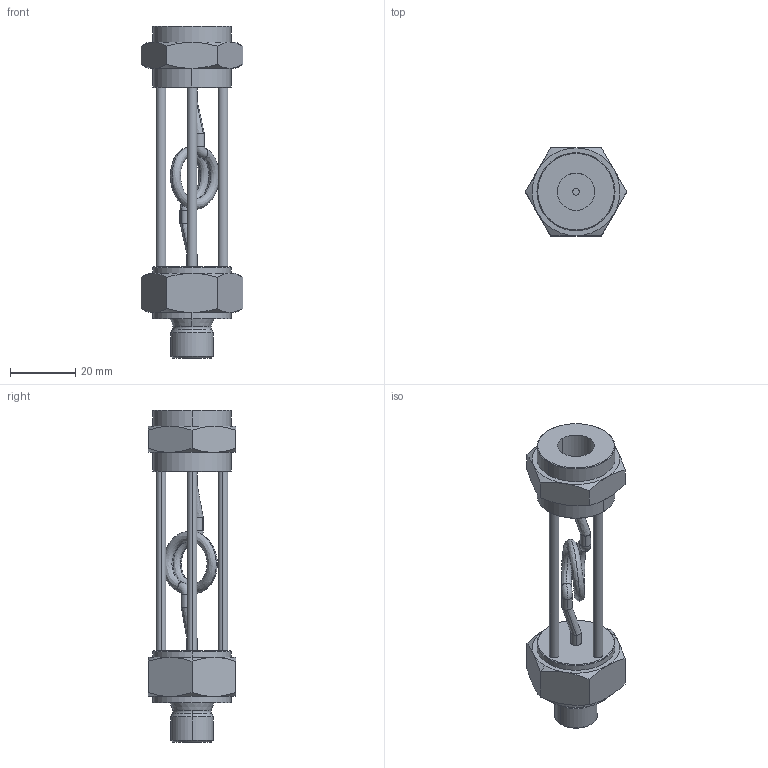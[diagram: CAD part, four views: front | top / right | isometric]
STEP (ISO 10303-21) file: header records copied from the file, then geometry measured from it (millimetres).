
FILE_DESCRIPTION(('Creo Elements/Direct Modeling STEP Export'),'2;1');
FILE_NAME('ADHT25_STEP.stp','2019-02-28T16:35:27',(''),(''),'PTC Creo Elements/Direct Modeling STEP processor for AP214 (Solid Model)','PTC Creo Elements/Direct Modeling 19.0E 27-Jun-2016 (C) Parametric Technology GmbH','');
FILE_SCHEMA(('AUTOMOTIVE_DESIGN { 1 0 10303 214 1 1 1 1 }'));
Length unit declared in the file: millimetre
Products named in the file (1): ADHT25
Bounding box: 31.18 x 27 x 102 mm (x, y, z)
Volume: 21641.9 mm3; surface area: 9953.3 mm2
Topology: 1 solids, 1 shells, 129 faces, 298 edges, 182 vertices
Faces by surface type: cone 42, cylinder 40, plane 35, torus 6, extrusion 4, bspline 2
Entity records: 8215 total; most frequent: CARTESIAN_POINT 5597, ORIENTED_EDGE 596, DIRECTION 416, EDGE_CURVE 298, VERTEX_POINT 182, AXIS2_PLACEMENT_3D 168, EDGE_LOOP 150, FACE_OUTER_BOUND 129
